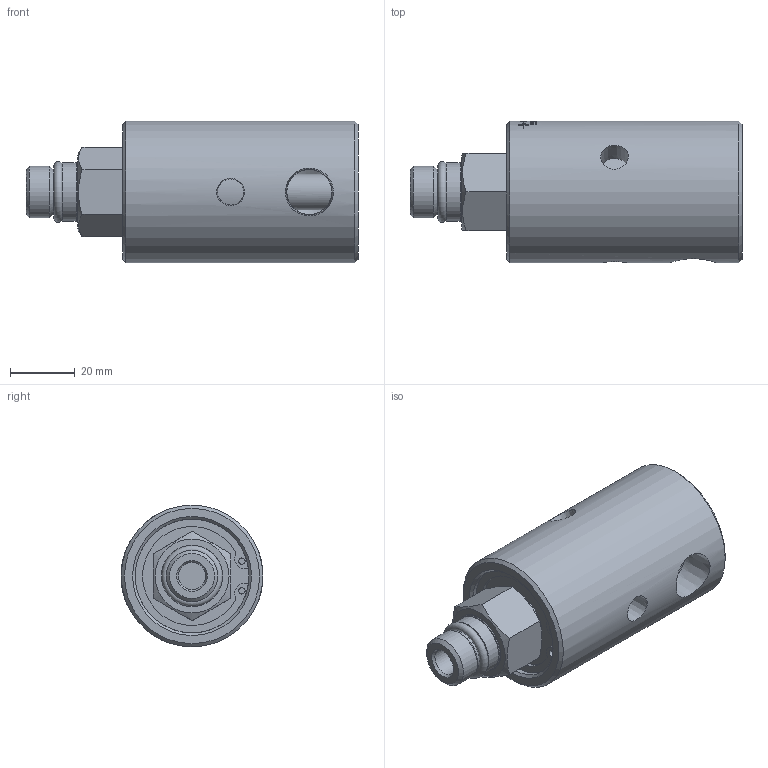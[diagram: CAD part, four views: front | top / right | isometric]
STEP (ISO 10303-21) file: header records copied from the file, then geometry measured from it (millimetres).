
FILE_DESCRIPTION(/* description */ (''),/* implementation_level */ '2;1');
FILE_NAME(/* name */ '1116-670-463-IC.stp',/* time_stamp */ '2020-05-14T13:39:04-05:00',/* author */ ('moorera'),/* organization */ (''),/* preprocessor_version */ 'ST-DEVELOPER v18.1',/* originating_system */ 'Autodesk Inventor 2020',/* authorisation */ '');
FILE_SCHEMA (('AUTOMOTIVE_DESIGN { 1 0 10303 214 3 1 1 }'));
Products named in the file (1): 1116-670-463-IC
Bounding box: 102.4 x 43.73 x 43.7 mm (x, y, z)
Volume: 111362.9 mm3; surface area: 18781.9 mm2
Topology: 2 solids, 2 shells, 363 faces, 962 edges, 646 vertices
Faces by surface type: bspline 178, plane 110, cylinder 56, cone 16, torus 3
Full cylindrical faces by diameter (mm): 1.981 x2, 8.5 x1, 13.5 x1, 13.889 x1, 15.968 x1, 17.993 x1, 19.84 x1, 35.08 x1, 37.25 x1, 43.7 x1
Entity records: 49744 total; most frequent: CARTESIAN_POINT 41403, ORIENTED_EDGE 1924, DIRECTION 1292, EDGE_CURVE 962, VERTEX_POINT 646, AXIS2_PLACEMENT_3D 463, EDGE_LOOP 410, LINE 366
